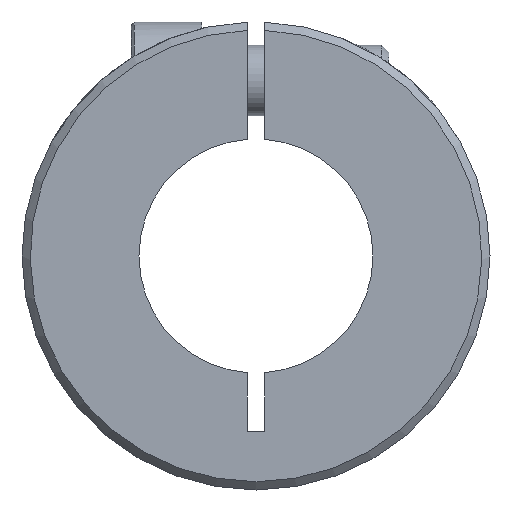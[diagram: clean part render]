
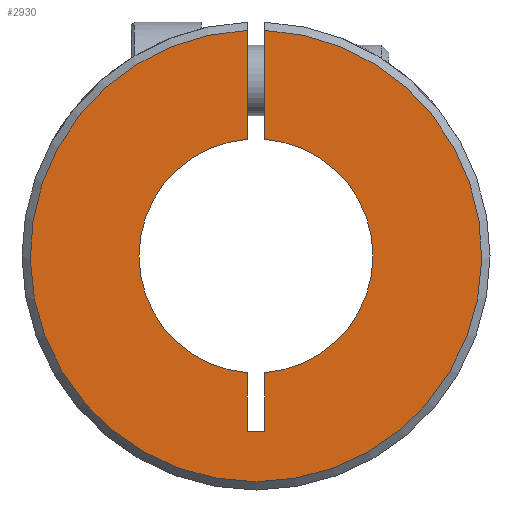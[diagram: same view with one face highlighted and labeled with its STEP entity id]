
A CAD part, left-side view. The second image highlights one B-rep face of the part: STEP entity #2930.
In plain terms, the highlighted planar face has unit normal (-1, 0, 0).
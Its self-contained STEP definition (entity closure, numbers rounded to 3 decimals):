
#250=CARTESIAN_POINT('',(-7.5,0.75,19.278));
#260=VERTEX_POINT('',#250);
#290=CARTESIAN_POINT('',(-7.5,0.,0.));
#300=DIRECTION('',(-1.,0.,0.));
#310=DIRECTION('',(0.,1.,0.));
#320=AXIS2_PLACEMENT_3D('',#290,#300,#310);
#330=CIRCLE('',#320,19.293);
#340=CARTESIAN_POINT('',(-7.5,-0.75,19.278));
#350=VERTEX_POINT('',#340);
#360=EDGE_CURVE('',#260,#350,#330,.T.);
#820=CARTESIAN_POINT('',(-7.5,-0.75,30.7));
#830=DIRECTION('',(0.,0.,-1.));
#840=VECTOR('',#830,1.);
#850=LINE('',#820,#840);
#860=CARTESIAN_POINT('',(-7.5,-0.75,9.972));
#870=VERTEX_POINT('',#860);
#880=EDGE_CURVE('',#350,#870,#850,.T.);
#1540=CARTESIAN_POINT('',(-7.5,-0.75,-9.972));
#1550=VERTEX_POINT('',#1540);
#1660=CARTESIAN_POINT('',(-7.5,0.,0.));
#1670=DIRECTION('',(-1.,0.,0.));
#1680=DIRECTION('',(0.,1.,0.));
#1690=AXIS2_PLACEMENT_3D('',#1660,#1670,#1680);
#1700=CIRCLE('',#1690,10.);
#1710=EDGE_CURVE('',#1550,#870,#1700,.T.);
#1850=CARTESIAN_POINT('',(-7.5,0.75,-9.972));
#1860=VERTEX_POINT('',#1850);
#1910=CARTESIAN_POINT('',(-7.5,0.,0.));
#1920=DIRECTION('',(-1.,0.,0.));
#1930=DIRECTION('',(0.,1.,0.));
#1940=AXIS2_PLACEMENT_3D('',#1910,#1920,#1930);
#1950=CIRCLE('',#1940,10.);
#1960=CARTESIAN_POINT('',(-7.5,0.75,9.972));
#1970=VERTEX_POINT('',#1960);
#1980=EDGE_CURVE('',#1970,#1860,#1950,.T.);
#2540=CARTESIAN_POINT('',(-7.5,14.646,0.));
#2550=DIRECTION('',(-1.,0.,-0.));
#2560=DIRECTION('',(0.,1.,0.));
#2570=AXIS2_PLACEMENT_3D('',#2540,#2550,#2560);
#2580=PLANE('',#2570);
#2590=ORIENTED_EDGE('',*,*,#360,.T.);
#2600=CARTESIAN_POINT('',(-7.5,0.75,30.7));
#2610=DIRECTION('',(0.,0.,1.));
#2620=VECTOR('',#2610,1.);
#2630=LINE('',#2600,#2620);
#2640=EDGE_CURVE('',#1970,#260,#2630,.T.);
#2650=ORIENTED_EDGE('',*,*,#2640,.T.);
#2660=ORIENTED_EDGE('',*,*,#1980,.F.);
#2670=CARTESIAN_POINT('',(-7.5,0.75,30.7));
#2680=DIRECTION('',(0.,0.,1.));
#2690=VECTOR('',#2680,1.);
#2700=LINE('',#2670,#2690);
#2710=CARTESIAN_POINT('',(-7.5,0.75,-15.));
#2720=VERTEX_POINT('',#2710);
#2730=EDGE_CURVE('',#2720,#1860,#2700,.T.);
#2740=ORIENTED_EDGE('',*,*,#2730,.T.);
#2750=CARTESIAN_POINT('',(-7.5,7.323,-15.));
#2760=DIRECTION('',(0.,1.,0.));
#2770=VECTOR('',#2760,1.);
#2780=LINE('',#2750,#2770);
#2790=CARTESIAN_POINT('',(-7.5,-0.75,-15.));
#2800=VERTEX_POINT('',#2790);
#2810=EDGE_CURVE('',#2800,#2720,#2780,.T.);
#2820=ORIENTED_EDGE('',*,*,#2810,.T.);
#2830=CARTESIAN_POINT('',(-7.5,-0.75,30.7));
#2840=DIRECTION('',(0.,0.,-1.));
#2850=VECTOR('',#2840,1.);
#2860=LINE('',#2830,#2850);
#2870=EDGE_CURVE('',#1550,#2800,#2860,.T.);
#2880=ORIENTED_EDGE('',*,*,#2870,.T.);
#2890=ORIENTED_EDGE('',*,*,#1710,.F.);
#2900=ORIENTED_EDGE('',*,*,#880,.T.);
#2910=EDGE_LOOP('',(#2900,#2890,#2880,#2820,#2740,#2660,#2650,#2590));
#2920=FACE_OUTER_BOUND('',#2910,.T.);
#2930=ADVANCED_FACE('',(#2920),#2580,.T.);
